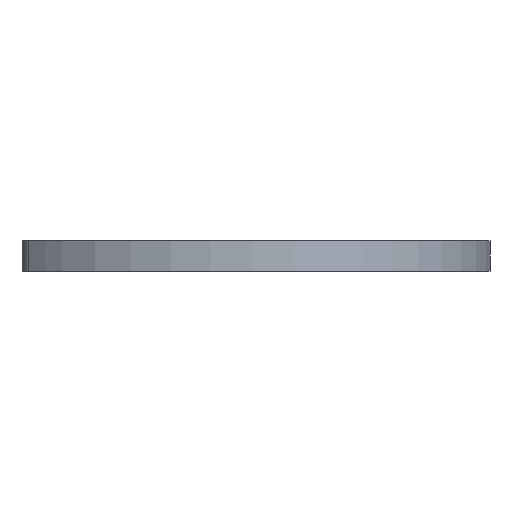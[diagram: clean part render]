
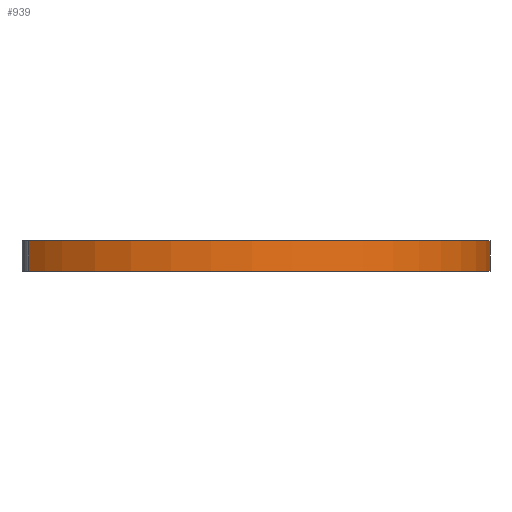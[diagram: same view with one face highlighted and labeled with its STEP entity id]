
A CAD part, left-side view. The second image highlights one B-rep face of the part: STEP entity #939.
In plain terms, the highlighted free-form (B-spline) face has degree [1, 2] with [2, 7] control points.
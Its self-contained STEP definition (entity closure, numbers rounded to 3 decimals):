
#49=CARTESIAN_POINT('',(4.124,3.639,0.0));
#50=VERTEX_POINT('',#49);
#51=CARTESIAN_POINT('',(-4.124,3.639,0.0));
#52=VERTEX_POINT('',#51);
#53=CARTESIAN_POINT('',(4.124,3.639,0.0));
#54=CARTESIAN_POINT('',(7.615,-0.316,0.0));
#55=CARTESIAN_POINT('',(3.807,-3.969,0.0));
#56=CARTESIAN_POINT('',(0.,-7.622,0.0));
#57=CARTESIAN_POINT('',(-3.807,-3.969,0.0));
#58=CARTESIAN_POINT('',(-7.615,-0.316,0.0));
#59=CARTESIAN_POINT('',(-4.124,3.639,0.0));
#67=(BOUNDED_CURVE()B_SPLINE_CURVE(2,(#53,#54,#55,#56,#57,#58,#59),.UNSPECIFIED.,.F.,.U.)B_SPLINE_CURVE_WITH_KNOTS((3,2,2,3),(0.0,0.333,0.667,1.0),.UNSPECIFIED.)CURVE()GEOMETRIC_REPRESENTATION_ITEM()RATIONAL_B_SPLINE_CURVE((1.0,0.722,1.0,0.722,1.0,0.722,1.0))REPRESENTATION_ITEM(''));
#68=EDGE_CURVE('',#50,#52,#67,.T.);
#295=CARTESIAN_POINT('',(4.124,3.639,0.6));
#296=VERTEX_POINT('',#295);
#297=CARTESIAN_POINT('',(-4.124,3.639,0.6));
#298=VERTEX_POINT('',#297);
#299=CARTESIAN_POINT('',(4.124,3.639,0.6));
#300=CARTESIAN_POINT('',(7.615,-0.316,0.6));
#301=CARTESIAN_POINT('',(3.807,-3.969,0.6));
#302=CARTESIAN_POINT('',(0.,-7.622,0.6));
#303=CARTESIAN_POINT('',(-3.807,-3.969,0.6));
#304=CARTESIAN_POINT('',(-7.615,-0.316,0.6));
#305=CARTESIAN_POINT('',(-4.124,3.639,0.6));
#313=(BOUNDED_CURVE()B_SPLINE_CURVE(2,(#299,#300,#301,#302,#303,#304,#305),.UNSPECIFIED.,.F.,.U.)B_SPLINE_CURVE_WITH_KNOTS((3,2,2,3),(0.0,0.333,0.667,1.0),.UNSPECIFIED.)CURVE()GEOMETRIC_REPRESENTATION_ITEM()RATIONAL_B_SPLINE_CURVE((1.0,0.722,1.0,0.722,1.0,0.722,1.0))REPRESENTATION_ITEM(''));
#314=EDGE_CURVE('',#296,#298,#313,.T.);
#557=CARTESIAN_POINT('',(4.124,3.639,0.6));
#558=CARTESIAN_POINT('',(4.124,3.639,0.0));
#559=QUASI_UNIFORM_CURVE('',1,(#557,#558),.UNSPECIFIED.,.F.,.U.);
#560=EDGE_CURVE('',#296,#50,#559,.T.);
#901=CARTESIAN_POINT('',(-4.124,3.639,0.6));
#902=CARTESIAN_POINT('',(-4.124,3.639,0.0));
#903=QUASI_UNIFORM_CURVE('',1,(#901,#902),.UNSPECIFIED.,.F.,.U.);
#904=EDGE_CURVE('',#298,#52,#903,.T.);
#911=CARTESIAN_POINT('',(-4.018,3.756,0.615));
#912=CARTESIAN_POINT('',(-4.018,3.756,-0.015));
#913=CARTESIAN_POINT('',(-7.752,-0.239,0.615));
#914=CARTESIAN_POINT('',(-7.752,-0.239,-0.015));
#915=CARTESIAN_POINT('',(-3.779,-3.996,0.615));
#916=CARTESIAN_POINT('',(-3.779,-3.996,-0.015));
#917=CARTESIAN_POINT('',(0.194,-7.753,0.615));
#918=CARTESIAN_POINT('',(0.194,-7.753,-0.015));
#919=CARTESIAN_POINT('',(3.974,-3.802,0.615));
#920=CARTESIAN_POINT('',(3.974,-3.802,-0.015));
#921=CARTESIAN_POINT('',(7.754,0.149,0.615));
#922=CARTESIAN_POINT('',(7.754,0.149,-0.015));
#923=CARTESIAN_POINT('',(3.825,3.952,0.615));
#924=CARTESIAN_POINT('',(3.825,3.952,-0.015));
#932=(BOUNDED_SURFACE()B_SPLINE_SURFACE(1,2,((#911,#913,#915,#917,#919,#921,#923),(#912,#914,#916,#918,#920,#922,#924)),.UNSPECIFIED.,.F.,.F.,.U.)B_SPLINE_SURFACE_WITH_KNOTS((2,2),(3,2,2,3),(0.0,1.0),(0.0,9.075,18.15,27.226),.UNSPECIFIED.)GEOMETRIC_REPRESENTATION_ITEM()RATIONAL_B_SPLINE_SURFACE(((1.0,0.709,1.0,0.709,1.0,0.709,1.0),(1.0,0.709,1.0,0.709,1.0,0.709,1.0)))REPRESENTATION_ITEM('')SURFACE());
#933=ORIENTED_EDGE('',*,*,#68,.F.);
#934=ORIENTED_EDGE('',*,*,#560,.F.);
#935=ORIENTED_EDGE('',*,*,#314,.T.);
#936=ORIENTED_EDGE('',*,*,#904,.T.);
#937=EDGE_LOOP('',(#933,#934,#935,#936));
#938=FACE_OUTER_BOUND('',#937,.T.);
#939=ADVANCED_FACE('',(#938),#932,.T.);
